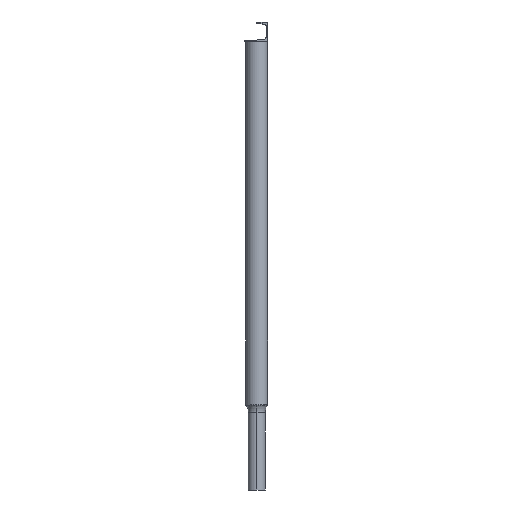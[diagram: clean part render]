
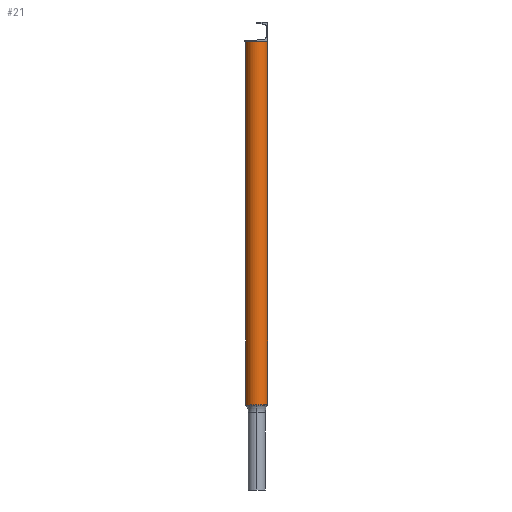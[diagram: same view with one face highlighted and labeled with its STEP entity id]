
A CAD part, left-side view. The second image highlights one B-rep face of the part: STEP entity #21.
In plain terms, the highlighted cylindrical face has radius 44.45 mm (diameter 88.9 mm), a partial arc.
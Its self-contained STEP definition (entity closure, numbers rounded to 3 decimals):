
#2 = VERTEX_POINT ( 'NONE', #2142 ) ;
#21 = ADVANCED_FACE ( 'NONE', ( #316 ), #1706, .T. ) ;
#22 = AXIS2_PLACEMENT_3D ( 'NONE', #1732, #1929, #503 ) ;
#104 = EDGE_CURVE ( 'NONE', #1400, #2, #1314, .T. ) ;
#276 = CIRCLE ( 'NONE', #22, 44.45 ) ;
#283 = DIRECTION ( 'NONE',  ( 0., 1., 0. ) ) ;
#316 = FACE_OUTER_BOUND ( 'NONE', #1417, .T. ) ;
#381 = CARTESIAN_POINT ( 'NONE',  ( 0., 0., 44.45 ) ) ;
#393 = CARTESIAN_POINT ( 'NONE',  ( 0., 0., -44.45 ) ) ;
#400 = ORIENTED_EDGE ( 'NONE', *, *, #2443, .F. ) ;
#430 = EDGE_CURVE ( 'NONE', #2744, #2856, #2123, .T. ) ;
#503 = DIRECTION ( 'NONE',  ( 1., 0., 0. ) ) ;
#566 = DIRECTION ( 'NONE',  ( 0., 1., 0. ) ) ;
#689 = VECTOR ( 'NONE', #283, 1000. ) ;
#852 = ORIENTED_EDGE ( 'NONE', *, *, #2630, .F. ) ;
#964 = DIRECTION ( 'NONE',  ( 0., 1., 0. ) ) ;
#1043 = ORIENTED_EDGE ( 'NONE', *, *, #104, .T. ) ;
#1063 = AXIS2_PLACEMENT_3D ( 'NONE', #2559, #2317, #2348 ) ;
#1294 = VERTEX_POINT ( 'NONE', #2079 ) ;
#1314 = LINE ( 'NONE', #381, #2737 ) ;
#1400 = VERTEX_POINT ( 'NONE', #2523 ) ;
#1417 = EDGE_LOOP ( 'NONE', ( #1911, #852, #2594, #1043, #400 ) ) ;
#1706 = CYLINDRICAL_SURFACE ( 'NONE', #2204, 44.45 ) ;
#1720 = DIRECTION ( 'NONE',  ( 0., 0., 1. ) ) ;
#1721 = DIRECTION ( 'NONE',  ( 1., 0., 0. ) ) ;
#1732 = CARTESIAN_POINT ( 'NONE',  ( 0., 0., 0. ) ) ;
#1817 = DIRECTION ( 'NONE',  ( 0., -1., 0. ) ) ;
#1824 = CARTESIAN_POINT ( 'NONE',  ( 0., 1500., -44.45 ) ) ;
#1901 = CIRCLE ( 'NONE', #1063, 44.45 ) ;
#1911 = ORIENTED_EDGE ( 'NONE', *, *, #430, .F. ) ;
#1929 = DIRECTION ( 'NONE',  ( 0., -1., 0. ) ) ;
#1932 = CARTESIAN_POINT ( 'NONE',  ( 0., 0., 0. ) ) ;
#2079 = CARTESIAN_POINT ( 'NONE',  ( -44.45, 0., 0. ) ) ;
#2123 = LINE ( 'NONE', #2821, #689 ) ;
#2142 = CARTESIAN_POINT ( 'NONE',  ( 0., 1500., 44.45 ) ) ;
#2204 = AXIS2_PLACEMENT_3D ( 'NONE', #1932, #964, #1720 ) ;
#2295 = EDGE_CURVE ( 'NONE', #1400, #1294, #2489, .T. ) ;
#2317 = DIRECTION ( 'NONE',  ( 0., 1., 0. ) ) ;
#2348 = DIRECTION ( 'NONE',  ( 0., 0., 1. ) ) ;
#2439 = AXIS2_PLACEMENT_3D ( 'NONE', #2514, #1817, #1721 ) ;
#2443 = EDGE_CURVE ( 'NONE', #2856, #2, #1901, .T. ) ;
#2489 = CIRCLE ( 'NONE', #2439, 44.45 ) ;
#2514 = CARTESIAN_POINT ( 'NONE',  ( 0., 0., 0. ) ) ;
#2523 = CARTESIAN_POINT ( 'NONE',  ( 0., 0., 44.45 ) ) ;
#2559 = CARTESIAN_POINT ( 'NONE',  ( 0., 1500., 0. ) ) ;
#2594 = ORIENTED_EDGE ( 'NONE', *, *, #2295, .F. ) ;
#2630 = EDGE_CURVE ( 'NONE', #1294, #2744, #276, .T. ) ;
#2737 = VECTOR ( 'NONE', #566, 1000. ) ;
#2744 = VERTEX_POINT ( 'NONE', #393 ) ;
#2821 = CARTESIAN_POINT ( 'NONE',  ( 0., 0., -44.45 ) ) ;
#2856 = VERTEX_POINT ( 'NONE', #1824 ) ;
